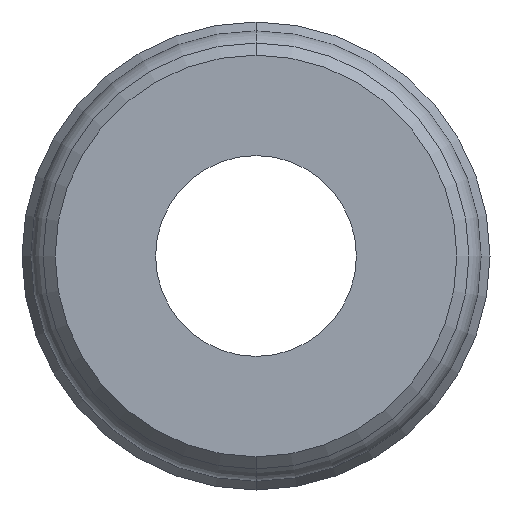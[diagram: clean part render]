
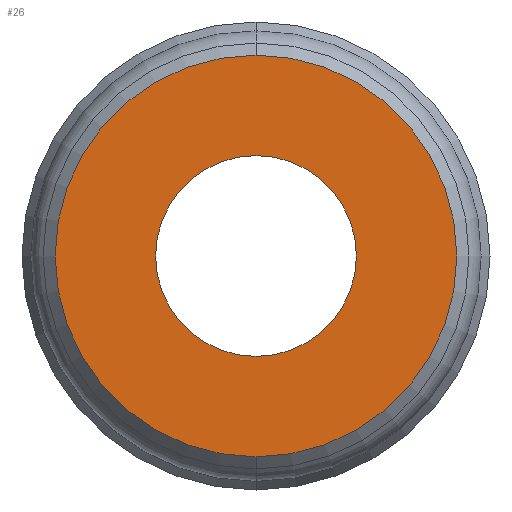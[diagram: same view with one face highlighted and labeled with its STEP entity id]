
A CAD part, front view. The second image highlights one B-rep face of the part: STEP entity #26.
In plain terms, the highlighted planar face has unit normal (0, -1, 0).
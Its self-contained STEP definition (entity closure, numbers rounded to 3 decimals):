
#23 = EDGE_LOOP ( 'NONE', ( #39, #42 ) ) ;
#26 = ADVANCED_FACE ( 'NONE', ( #607, #609 ), #588, .T. ) ;
#34 = EDGE_LOOP ( 'NONE', ( #45, #43 ) ) ;
#38 = EDGE_CURVE ( 'NONE', #246, #234, #594, .T. ) ;
#39 = ORIENTED_EDGE ( 'NONE', *, *, #38, .T. ) ;
#42 = ORIENTED_EDGE ( 'NONE', *, *, #233, .T. ) ;
#43 = ORIENTED_EDGE ( 'NONE', *, *, #59, .T. ) ;
#45 = ORIENTED_EDGE ( 'NONE', *, *, #46, .T. ) ;
#46 = EDGE_CURVE ( 'NONE', #56, #79, #617, .T. ) ;
#56 = VERTEX_POINT ( 'NONE', #634 ) ;
#59 = EDGE_CURVE ( 'NONE', #79, #56, #545, .T. ) ;
#79 = VERTEX_POINT ( 'NONE', #713 ) ;
#233 = EDGE_CURVE ( 'NONE', #234, #246, #1727, .T. ) ;
#234 = VERTEX_POINT ( 'NONE', #1699 ) ;
#246 = VERTEX_POINT ( 'NONE', #1702 ) ;
#543 = CARTESIAN_POINT ( 'NONE',  ( 0., 0., 0. ) ) ;
#544 = AXIS2_PLACEMENT_3D ( 'NONE', #543, #577, #565 ) ;
#545 = CIRCLE ( 'NONE', #544, 5. ) ;
#565 = DIRECTION ( 'NONE',  ( 0., 0., -1. ) ) ;
#577 = DIRECTION ( 'NONE',  ( 0., -1., 0. ) ) ;
#587 = AXIS2_PLACEMENT_3D ( 'NONE', #601, #600, #599 ) ;
#588 = PLANE ( 'NONE',  #587 ) ;
#590 = DIRECTION ( 'NONE',  ( 0., 0., 1. ) ) ;
#591 = DIRECTION ( 'NONE',  ( 0., 1., 0. ) ) ;
#592 = CARTESIAN_POINT ( 'NONE',  ( 0., 0., 0. ) ) ;
#593 = AXIS2_PLACEMENT_3D ( 'NONE', #592, #591, #590 ) ;
#594 = CIRCLE ( 'NONE', #593, 2.5 ) ;
#599 = DIRECTION ( 'NONE',  ( 0., 0., -1. ) ) ;
#600 = DIRECTION ( 'NONE',  ( 0., -1., 0. ) ) ;
#601 = CARTESIAN_POINT ( 'NONE',  ( 5., 0., 0. ) ) ;
#607 = FACE_BOUND ( 'NONE', #23, .T. ) ;
#609 = FACE_OUTER_BOUND ( 'NONE', #34, .T. ) ;
#616 = CARTESIAN_POINT ( 'NONE',  ( 0., 0., 0. ) ) ;
#617 = CIRCLE ( 'NONE', #625, 5. ) ;
#621 = DIRECTION ( 'NONE',  ( 0., -1., 0. ) ) ;
#624 = DIRECTION ( 'NONE',  ( 0., 0., -1. ) ) ;
#625 = AXIS2_PLACEMENT_3D ( 'NONE', #616, #621, #624 ) ;
#634 = CARTESIAN_POINT ( 'NONE',  ( 0., 0., 5. ) ) ;
#713 = CARTESIAN_POINT ( 'NONE',  ( 0., 0., -5. ) ) ;
#1699 = CARTESIAN_POINT ( 'NONE',  ( 0., 0., -2.5 ) ) ;
#1700 = CARTESIAN_POINT ( 'NONE',  ( 0., 0., 0. ) ) ;
#1702 = CARTESIAN_POINT ( 'NONE',  ( 0., 0., 2.5 ) ) ;
#1722 = DIRECTION ( 'NONE',  ( 0., 0., 1. ) ) ;
#1726 = DIRECTION ( 'NONE',  ( 0., 1., 0. ) ) ;
#1727 = CIRCLE ( 'NONE', #1728, 2.5 ) ;
#1728 = AXIS2_PLACEMENT_3D ( 'NONE', #1700, #1726, #1722 ) ;
